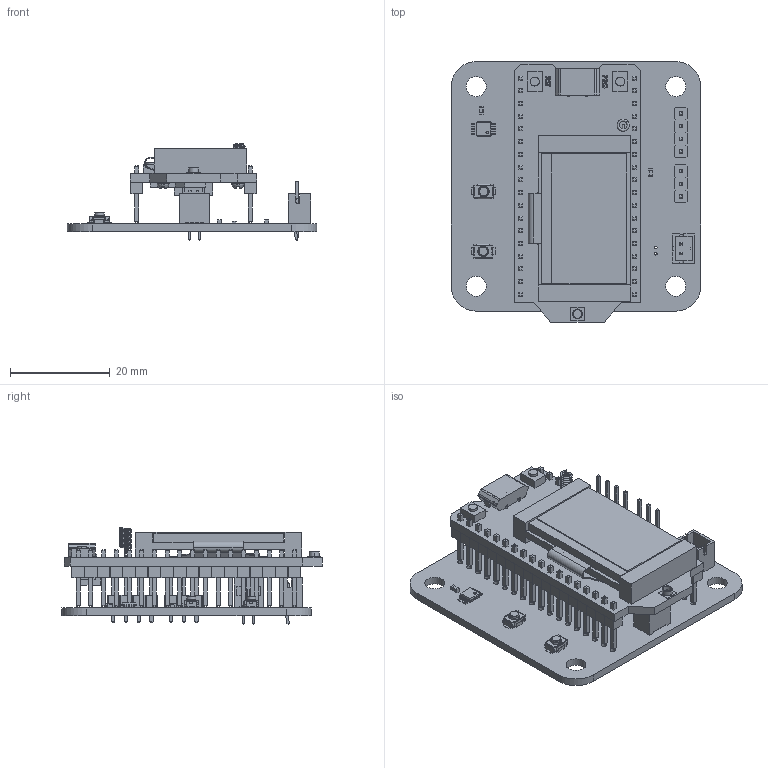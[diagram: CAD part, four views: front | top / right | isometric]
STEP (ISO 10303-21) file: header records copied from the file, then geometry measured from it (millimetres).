
FILE_DESCRIPTION(('KiCad electronic assembly'),'2;1');
FILE_NAME('crack_monitoring_minimal.step','2024-11-12T11:07:36',( 'Pcbnew'),('Kicad'),'Open CASCADE STEP processor 7.6', 'KiCad to STEP converter','Unknown');
FILE_SCHEMA(('AUTOMOTIVE_DESIGN { 1 0 10303 214 1 1 1 1 }'));
Length unit declared in the file: millimetre
Products named in the file (18): crack_monitoring_minimal 1; C_0603_1608Metric; R_0603_1608Metric; SKRKAHE020--3DModel-STEP-56544; SKRKAHE020; PinHeader_1x04_P2.54mm_Vertical; PinHeader_1x04_P254mm_Vertical; PinHeader_1x03_P2.54mm_Vertical; PinHeader_1x03_P254mm_Vertical; JST_PH_B2B-PH-K_1x02_P2.00mm_Vertical; JST_B2B_PH_K; MSOP-8_3x3mm_P0.65mm; MSOP_8_3x3mm_P065mm; heltec_wifi_32_asm2; _autosave-crack_monitoring_minimal_PCB
Assembly tree (21 placements, depth 3):
  crack_monitoring_minimal 1
    C_0603_1608Metric  x3
      C_0603_1608Metric
    R_0603_1608Metric
      R_0603_1608Metric
    SKRKAHE020--3DModel-STEP-56544  x2
      SKRKAHE020
    PinHeader_1x04_P2.54mm_Vertical
      PinHeader_1x04_P254mm_Vertical
    PinHeader_1x03_P2.54mm_Vertical
      PinHeader_1x03_P254mm_Vertical
    JST_PH_B2B-PH-K_1x02_P2.00mm_Vertical  x2
      JST_B2B_PH_K
    MSOP-8_3x3mm_P0.65mm
      MSOP_8_3x3mm_P065mm
    heltec_wifi_32_asm2
      heltec_wifi_32_asm2
    _autosave-crack_monitoring_minimal_PCB
Bounding box: 50 x 52.27 x 19.51 mm (x, y, z)
Volume: 9656.2 mm3; surface area: 13535.7 mm2
Topology: 21 solids, 33 shells, 2677 faces, 6589 edges, 4177 vertices
Faces by surface type: plane 1977, cylinder 561, bspline 127, revolution 8, cone 2, torus 2
Full cylindrical faces by diameter (mm): 0.5 x3, 0.75 x4, 1 x43, 1.8 x2, 2.2 x2, 4 x4
Entity records: 77404 total; most frequent: CARTESIAN_POINT 19982, ORIENTED_EDGE 11172, DIRECTION 9780, EDGE_CURVE 5586, LINE 4580, VECTOR 4580, VERTEX_POINT 3546, FACE_BOUND 2600
